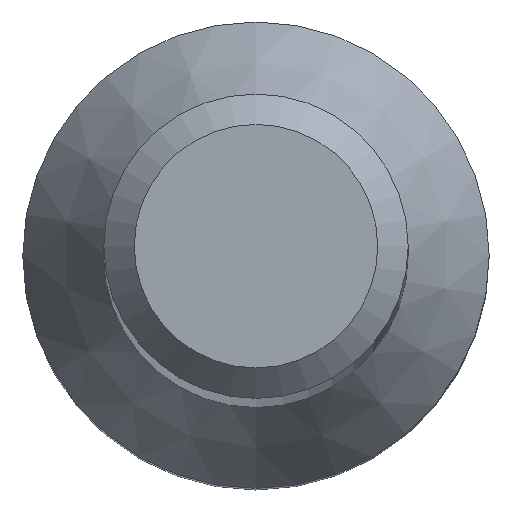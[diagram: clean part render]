
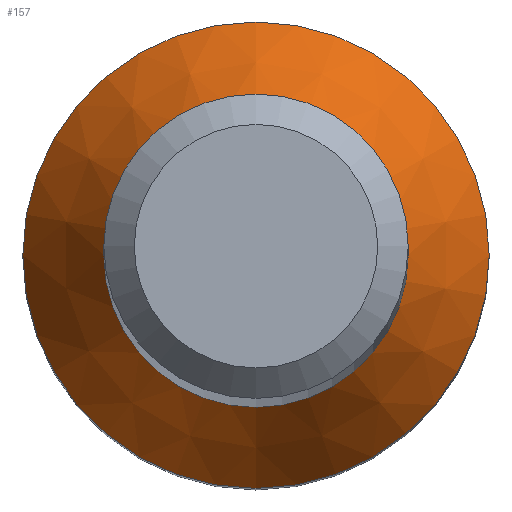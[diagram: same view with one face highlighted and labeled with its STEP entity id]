
A CAD part, top view. The second image highlights one B-rep face of the part: STEP entity #157.
In plain terms, the highlighted conical face has half-angle 30 degrees and reference radius 3.065 mm.
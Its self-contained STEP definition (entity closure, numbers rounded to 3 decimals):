
#8 = ORIENTED_EDGE ( 'NONE', *, *, #68, .T. ) ;
#17 = DIRECTION ( 'NONE',  ( 0., 0., -1. ) ) ;
#21 = CARTESIAN_POINT ( 'NONE',  ( 0., 0., 13.992 ) ) ;
#32 = CARTESIAN_POINT ( 'NONE',  ( 0., 3.065, 12.147 ) ) ;
#35 = AXIS2_PLACEMENT_3D ( 'NONE', #101, #143, #226 ) ;
#53 = EDGE_LOOP ( 'NONE', ( #8 ) ) ;
#54 = AXIS2_PLACEMENT_3D ( 'NONE', #135, #17, #71 ) ;
#56 = ORIENTED_EDGE ( 'NONE', *, *, #213, .F. ) ;
#57 = FACE_OUTER_BOUND ( 'NONE', #146, .T. ) ;
#68 = EDGE_CURVE ( 'NONE', #125, #125, #160, .T. ) ;
#71 = DIRECTION ( 'NONE',  ( 0., 1., 0. ) ) ;
#81 = VERTEX_POINT ( 'NONE', #32 ) ;
#82 = CARTESIAN_POINT ( 'NONE',  ( 0., 2., 13.992 ) ) ;
#101 = CARTESIAN_POINT ( 'NONE',  ( 0., 0., 12.147 ) ) ;
#105 = CONICAL_SURFACE ( 'NONE', #54, 3.065, 0.524 ) ;
#125 = VERTEX_POINT ( 'NONE', #82 ) ;
#130 = FACE_BOUND ( 'NONE', #53, .T. ) ;
#133 = CIRCLE ( 'NONE', #35, 3.065 ) ;
#135 = CARTESIAN_POINT ( 'NONE',  ( 0., 0., 12.147 ) ) ;
#143 = DIRECTION ( 'NONE',  ( 0., 0., -1. ) ) ;
#146 = EDGE_LOOP ( 'NONE', ( #56 ) ) ;
#151 = DIRECTION ( 'NONE',  ( 0., 1., 0. ) ) ;
#157 = ADVANCED_FACE ( 'NONE', ( #130, #57 ), #105, .T. ) ;
#160 = CIRCLE ( 'NONE', #165, 2. ) ;
#165 = AXIS2_PLACEMENT_3D ( 'NONE', #21, #185, #151 ) ;
#185 = DIRECTION ( 'NONE',  ( 0., 0., -1. ) ) ;
#213 = EDGE_CURVE ( 'NONE', #81, #81, #133, .T. ) ;
#226 = DIRECTION ( 'NONE',  ( 0., 1., 0. ) ) ;
